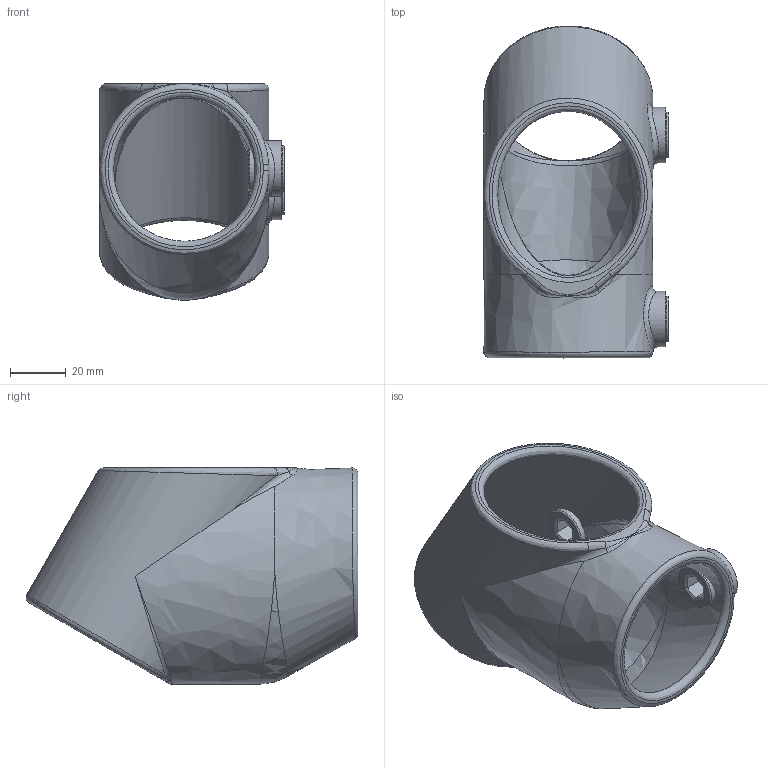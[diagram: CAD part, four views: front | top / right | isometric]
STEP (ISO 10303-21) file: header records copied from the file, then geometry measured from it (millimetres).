
FILE_DESCRIPTION (( 'STEP AP203' ), '1' );
FILE_NAME ('129-D48.STEP', '2024-02-01T12:31:32', ( '' ), ( '' ), 'SwSTEP 2.0', 'SolidWorks 2018', '' );
FILE_SCHEMA (( 'CONFIG_CONTROL_DESIGN' ));
Length unit declared in the file: millimetre
Products named in the file (3): 129-D48; 129-D48 Teil1_129-D48 Teil1; 129-D48 Teil2_129-D48 Teil2
Assembly tree (3 placements, depth 2):
  129-D48
    129-D48 Teil1_129-D48 Teil1
    129-D48 Teil2_129-D48 Teil2  x2
Bounding box: 66.5 x 119.6 x 78 mm (x, y, z)
Volume: 103288.1 mm3; surface area: 45149.4 mm2
Topology: 3 solids, 3 shells, 95 faces, 230 edges, 132 vertices
Faces by surface type: bspline 34, cylinder 32, plane 21, torus 6, sphere 2
Full cylindrical faces by diameter (mm): 15.25 x2, 16.5 x2, 20 x2, 51 x1
Entity records: 9306 total; most frequent: CARTESIAN_POINT 7694, ORIENTED_EDGE 304, DIRECTION 190, EDGE_CURVE 152, VERTEX_POINT 96, EDGE_LOOP 94, FACE_OUTER_BOUND 86, AXIS2_PLACEMENT_3D 80
